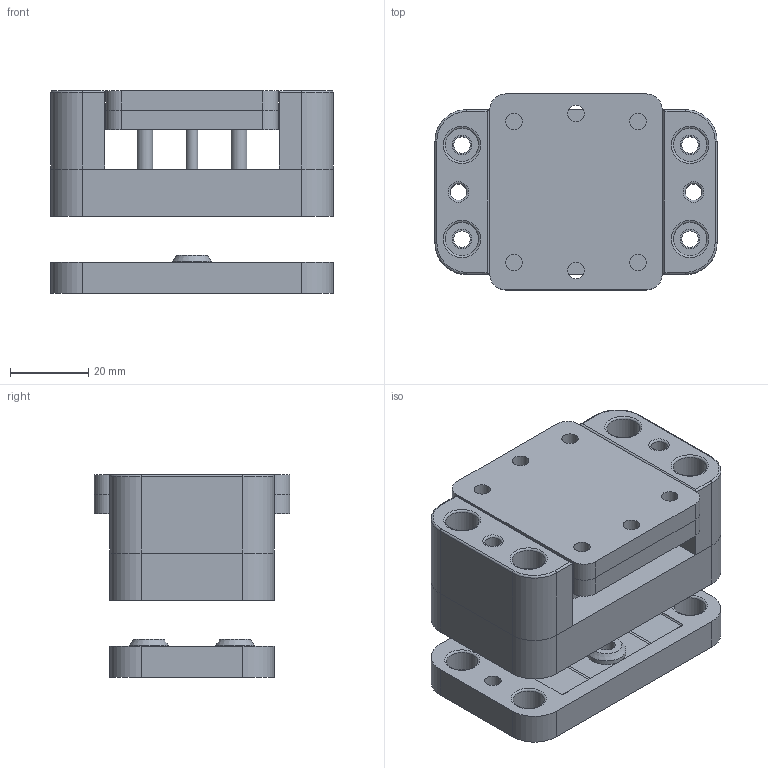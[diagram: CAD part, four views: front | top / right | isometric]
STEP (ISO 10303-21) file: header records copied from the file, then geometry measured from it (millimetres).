
FILE_DESCRIPTION(('STEP AP203'), '1');
FILE_NAME('栖闉罻_1585055600', '', ('UNSPECIFIED'), ('UNSPECIFIED'), 'ASCON STEP Converter 1.3', 'ASCON Math Kernel', '');
FILE_SCHEMA(('CONFIG_CONTROL_DESIGN'));
Length unit declared in the file: millimetre
Assembly tree (16 placements, depth 3):
  (unnamed)
    (unnamed)
      (unnamed)
      (unnamed)  x2
    (unnamed)
      (unnamed)
      (unnamed)
    (unnamed)
    (unnamed)
    (unnamed)  x2
    (unnamed)
    (unnamed)
      (unnamed)
      (unnamed)  x2
Bounding box: 72 x 50 x 51.73 mm (x, y, z)
Volume: 91011.8 mm3; surface area: 40994.2 mm2
Topology: 9 solids, 9 shells, 371 faces, 933 edges, 596 vertices
Faces by surface type: cylinder 167, plane 112, bspline 32, torus 27, sphere 20, cone 13
Full cylindrical faces by diameter (mm): 2 x3, 3 x3, 4 x12, 4.2 x22, 4.4 x4, 5 x5, 8 x14, 8.5 x4
Entity records: 18232 total; most frequent: CARTESIAN_POINT 6215, DIRECTION 1654, ORIENTED_EDGE 1644, EDGE_CURVE 822, AXIS2_PLACEMENT_3D 692, VERTEX_POINT 596, EDGE_LOOP 580, FACE_BOUND 461
